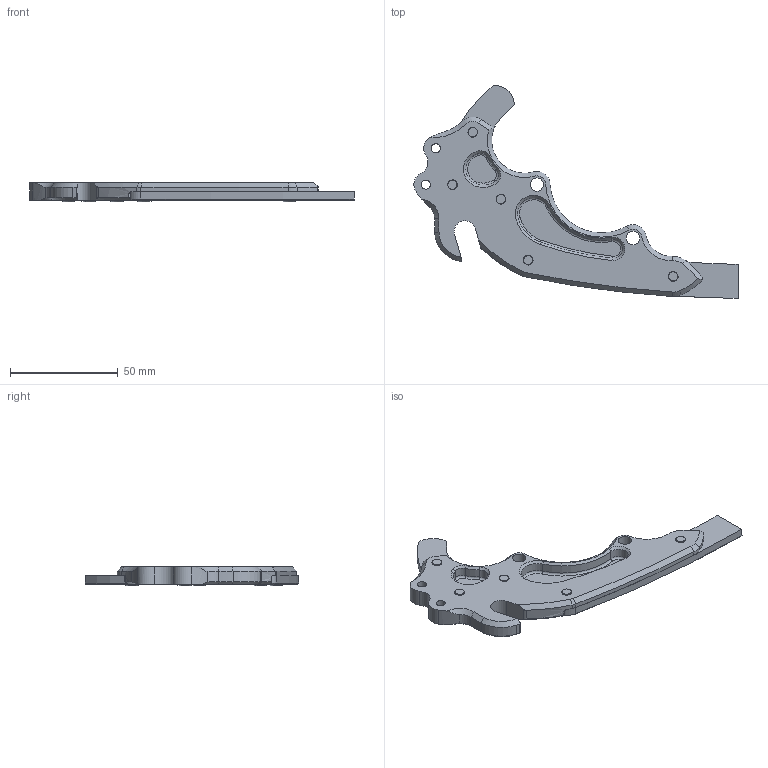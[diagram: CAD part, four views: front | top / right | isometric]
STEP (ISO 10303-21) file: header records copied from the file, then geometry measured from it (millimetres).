
FILE_DESCRIPTION (( 'STEP AP214' ), '1' );
FILE_NAME ('PA426.STEP', '2013-04-11T17:47:52', ( '' ), ( '' ), 'SwSTEP 2.0', 'SolidWorks 2012', '' );
FILE_SCHEMA (( 'AUTOMOTIVE_DESIGN' ));
Length unit declared in the file: millimetre
Products named in the file (5): M5x8OHCS_90258A246; PD000UL; PA426; PD000LL
Assembly tree (8 placements, depth 2):
  PA426
    PD000LL
    PA426
    PD000UL
    M5x8OHCS_90258A246  x5
Bounding box: 150.5 x 98.9 x 9.26 mm (x, y, z)
Volume: 34109.8 mm3; surface area: 22361.9 mm2
Topology: 8 solids, 8 shells, 443 faces, 1147 edges, 727 vertices
Faces by surface type: cylinder 229, cone 156, plane 31, torus 22, sphere 5
Full cylindrical faces by diameter (mm): 3.3 x5, 4.2 x2, 4.342 x30, 5 x30, 5.3 x5, 6.2 x2
Entity records: 8449 total; most frequent: CARTESIAN_POINT 2336, DIRECTION 1343, ORIENTED_EDGE 1134, AXIS2_PLACEMENT_3D 585, EDGE_CURVE 567, VERTEX_POINT 376, EDGE_LOOP 331, CIRCLE 324
